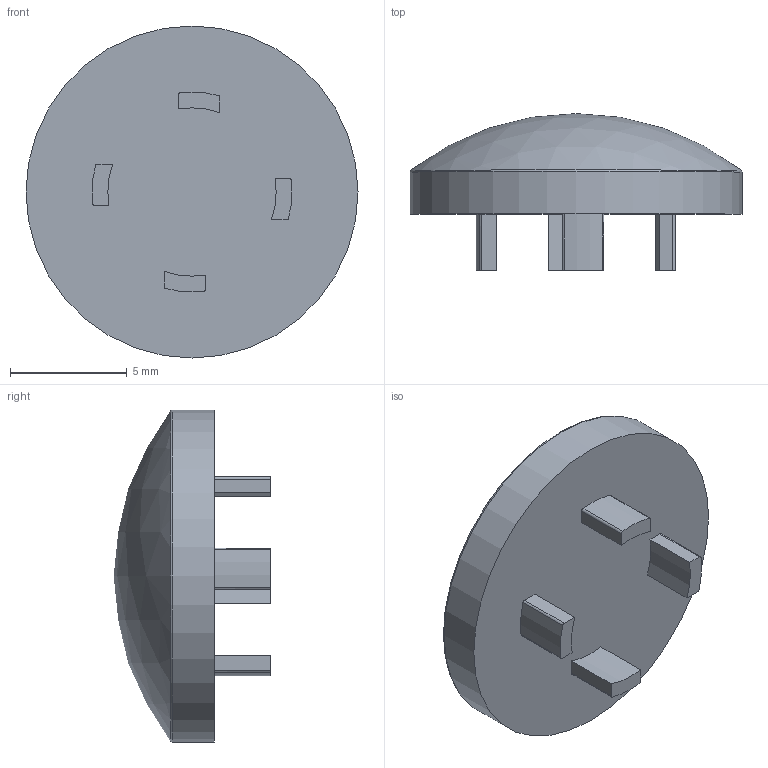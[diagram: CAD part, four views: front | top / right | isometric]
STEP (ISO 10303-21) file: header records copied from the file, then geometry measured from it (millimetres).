
FILE_DESCRIPTION((''),'2;1');
FILE_NAME('1ZCS.stp','2011-04-11T07:45:25',('FD'),(''),'Autodesk Inventor 2011','Autodesk Inventor 2011','');
FILE_SCHEMA(('AUTOMOTIVE_DESIGN { 1 0 10303 214 1 1 1 1 }'));
Length unit declared in the file: millimetre
Products named in the file (1): Part14
Bounding box: 14.2 x 6.7 x 14.2 mm (x, y, z)
Volume: 505.1 mm3; surface area: 500.2 mm2
Topology: 1 solids, 2 shells, 35 faces, 82 edges, 55 vertices
Faces by surface type: plane 14, cylinder 9, bspline 8, sphere 2, torus 1, cone 1
Full cylindrical faces by diameter (mm): 14.2 x1
Entity records: 1298 total; most frequent: CARTESIAN_POINT 512, ORIENTED_EDGE 156, DIRECTION 140, EDGE_CURVE 78, VERTEX_POINT 54, AXIS2_PLACEMENT_3D 50, EDGE_LOOP 44, VECTOR 40
